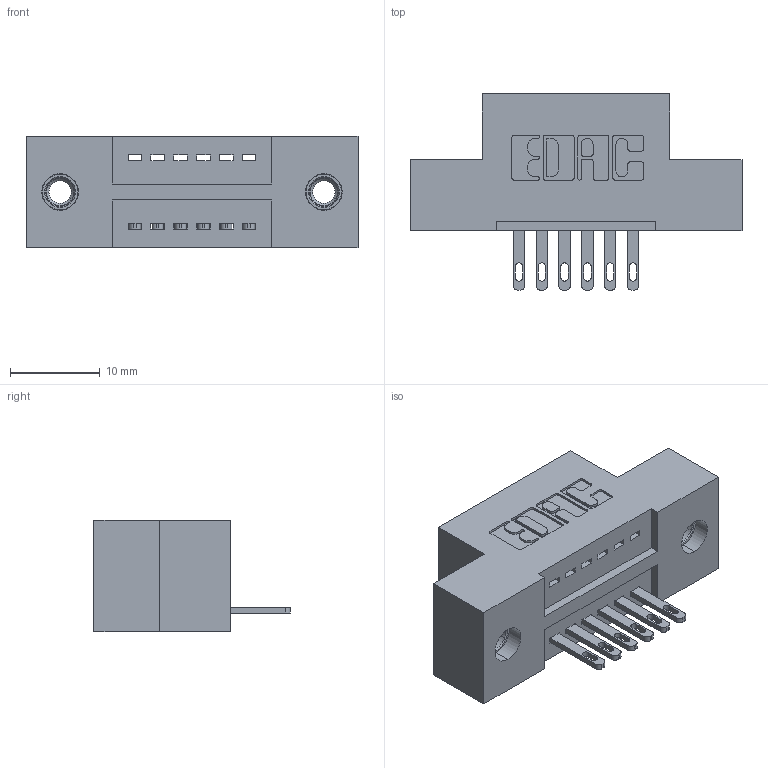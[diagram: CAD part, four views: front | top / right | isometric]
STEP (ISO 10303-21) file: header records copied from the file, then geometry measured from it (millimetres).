
FILE_DESCRIPTION (( 'STEP AP203' ), '1' );
FILE_NAME ('325-006-500-107.STEP', '2020-02-24T14:33:30', ( '' ), ( '' ), 'SwSTEP 2.0', 'SolidWorks 2016', '' );
FILE_SCHEMA (( 'CONFIG_CONTROL_DESIGN' ));
Length unit declared in the file: inch
Products named in the file (4): 325-006-500-107; 325-292-001_325-293-100; 325 Part_TI; 345-250-001_345-250-005-103
Assembly tree (9 placements, depth 2):
  325-006-500-107
    325 Part_TI
    325-292-001_325-293-100  x6
    345-250-001_345-250-005-103  x2
Bounding box: 36.96 x 21.84 x 12.45 mm (x, y, z)
Volume: 4398.8 mm3; surface area: 4236.2 mm2
Topology: 9 solids, 9 shells, 498 faces, 1455 edges, 962 vertices
Faces by surface type: plane 318, cylinder 164, cone 12, torus 4
Entity records: 9440 total; most frequent: CARTESIAN_POINT 1615, ORIENTED_EDGE 1550, DIRECTION 1469, EDGE_CURVE 775, LINE 623, VECTOR 623, VERTEX_POINT 512, AXIS2_PLACEMENT_3D 423
